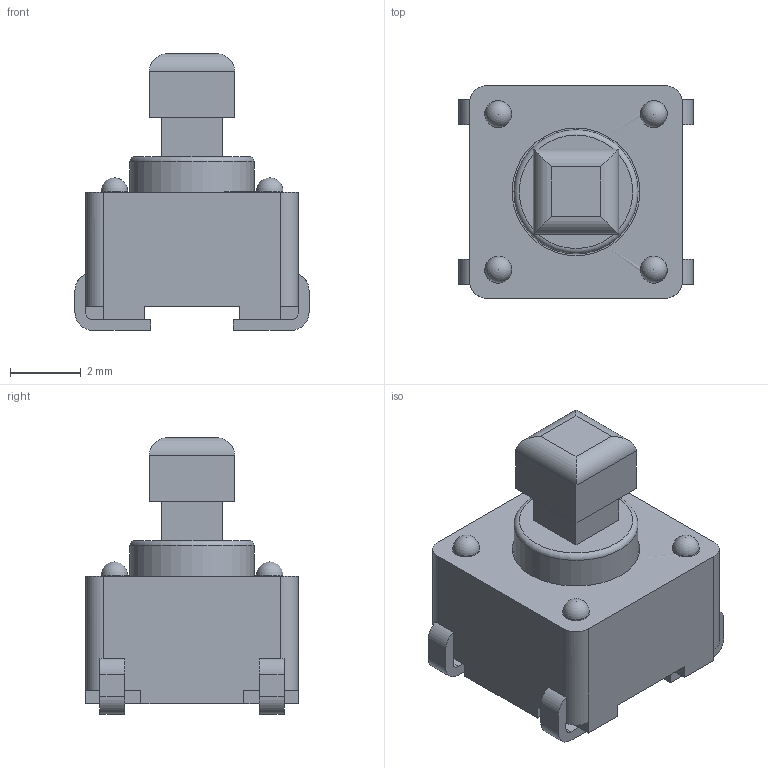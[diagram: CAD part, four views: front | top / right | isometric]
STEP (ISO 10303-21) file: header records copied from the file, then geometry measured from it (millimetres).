
FILE_DESCRIPTION((' '),'2;1');
FILE_NAME('TL3301TFxxxxJ.stp','2017-07-25T15:12:49',(' '),(' '),' ','ACIS',' ');
FILE_SCHEMA(('CONFIG_CONTROL_DESIGN'));
Length unit declared in the file: inch
Products named in the file (3): TL3301TFxxxxJ.stp; Body1; Body2
Assembly tree (2 placements, depth 2):
  TL3301TFxxxxJ.stp
    Body1
    Body2
Bounding box: 6.6 x 6 x 7.8 mm (x, y, z)
Volume: 118.6 mm3; surface area: 364.2 mm2
Topology: 2 solids, 3 shells, 220 faces, 583 edges, 372 vertices
Faces by surface type: plane 135, cylinder 72, sphere 6, torus 5, bspline 1, cone 1
Full cylindrical faces by diameter (mm): 0.75 x4, 3.5 x1, 3.6 x1, 5 x1
Entity records: 6997 total; most frequent: CARTESIAN_POINT 1224, DIRECTION 1121, ORIENTED_EDGE 1104, EDGE_CURVE 552, VECTOR 415, LINE 415, VERTEX_POINT 357, AXIS2_PLACEMENT_3D 353
